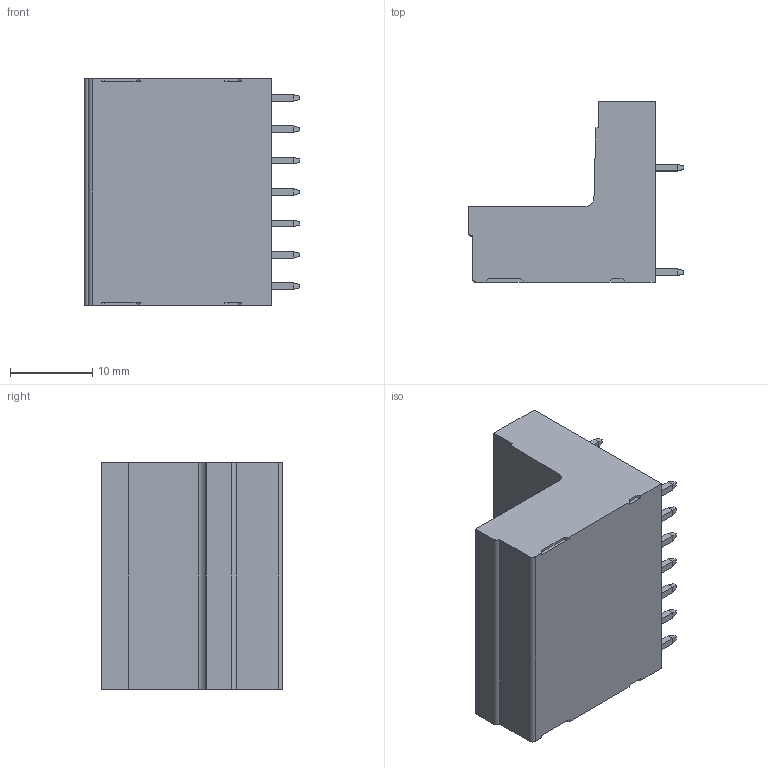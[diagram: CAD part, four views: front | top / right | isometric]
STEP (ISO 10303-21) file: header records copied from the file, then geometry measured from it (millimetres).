
FILE_DESCRIPTION((''),'2;1');
FILE_NAME('TLPHDC-105R-1','2024-09-23T16:01:34',('sheji109'),(''),'CREO PARAMETRIC BY PTC INC, 2018100','CREO PARAMETRIC BY PTC INC, 2018100','');
FILE_SCHEMA(('CONFIG_CONTROL_DESIGN'));
Length unit declared in the file: millimetre
Products named in the file (1): TLPHDC-105R-1
Bounding box: 26.2 x 21.9 x 27.46 mm (x, y, z)
Volume: 6373.6 mm3; surface area: 7022.7 mm2
Topology: 1 solids, 1 shells, 1205 faces, 3287 edges, 2113 vertices
Faces by surface type: plane 978, cylinder 206, cone 14, sphere 7
Entity records: 37588 total; most frequent: CARTESIAN_POINT 6909, ORIENTED_EDGE 6560, DIRECTION 6066, EDGE_CURVE 3280, VECTOR 2762, LINE 2762, VERTEX_POINT 2113, AXIS2_PLACEMENT_3D 1652
